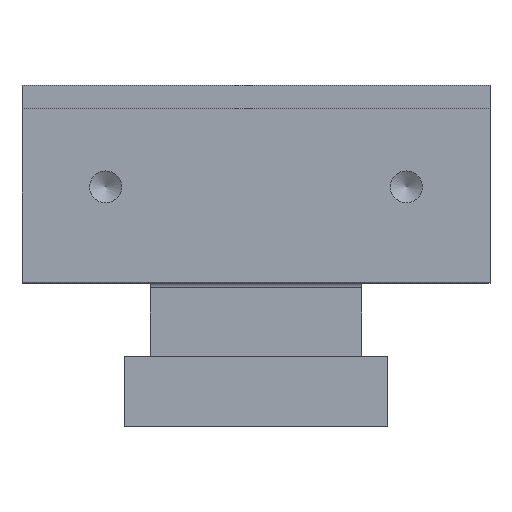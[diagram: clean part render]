
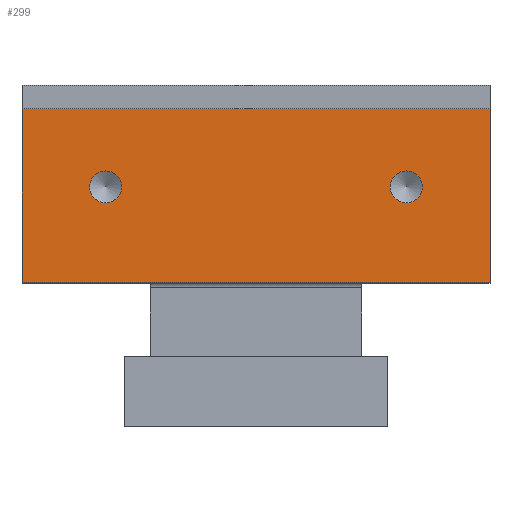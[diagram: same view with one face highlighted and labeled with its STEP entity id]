
A CAD part, front view. The second image highlights one B-rep face of the part: STEP entity #299.
In plain terms, the highlighted planar face has unit normal (0, -1, 0).
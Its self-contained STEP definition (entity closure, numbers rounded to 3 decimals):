
#299 = ADVANCED_FACE( '', ( #650, #651, #652 ), #653, .T. );
#650 = FACE_BOUND( '', #1111, .T. );
#651 = FACE_BOUND( '', #1112, .T. );
#652 = FACE_OUTER_BOUND( '', #1113, .T. );
#653 = PLANE( '', #1114 );
#1111 = EDGE_LOOP( '', ( #1681 ) );
#1112 = EDGE_LOOP( '', ( #1682 ) );
#1113 = EDGE_LOOP( '', ( #1683, #1684, #1685, #1686 ) );
#1114 = AXIS2_PLACEMENT_3D( '', #1687, #1688, #1689 );
#1681 = ORIENTED_EDGE( '', *, *, #2297, .T. );
#1682 = ORIENTED_EDGE( '', *, *, #2260, .T. );
#1683 = ORIENTED_EDGE( '', *, *, #2331, .T. );
#1684 = ORIENTED_EDGE( '', *, *, #2240, .T. );
#1685 = ORIENTED_EDGE( '', *, *, #2332, .F. );
#1686 = ORIENTED_EDGE( '', *, *, #2208, .F. );
#1687 = CARTESIAN_POINT( '', ( 49.8, -1., 14.5 ) );
#1688 = DIRECTION( '', ( 0., -1., 0. ) );
#1689 = DIRECTION( '', ( 0., 0., -1. ) );
#2208 = EDGE_CURVE( '', #2496, #2498, #2499, .T. );
#2240 = EDGE_CURVE( '', #2554, #2551, #2555, .T. );
#2260 = EDGE_CURVE( '', #2585, #2585, #2586, .T. );
#2297 = EDGE_CURVE( '', #2642, #2642, #2643, .T. );
#2331 = EDGE_CURVE( '', #2496, #2554, #2690, .T. );
#2332 = EDGE_CURVE( '', #2498, #2551, #2691, .T. );
#2496 = VERTEX_POINT( '', #2911 );
#2498 = VERTEX_POINT( '', #2913 );
#2499 = LINE( '', #2914, #2915 );
#2551 = VERTEX_POINT( '', #2982 );
#2554 = VERTEX_POINT( '', #2986 );
#2555 = LINE( '', #2987, #2988 );
#2585 = VERTEX_POINT( '', #3025 );
#2586 = CIRCLE( '', #3026, 3.4 );
#2642 = VERTEX_POINT( '', #3090 );
#2643 = CIRCLE( '', #3091, 3.4 );
#2690 = LINE( '', #3140, #3141 );
#2691 = LINE( '', #3142, #3143 );
#2911 = CARTESIAN_POINT( '', ( 49.8, -1., 15.75 ) );
#2913 = CARTESIAN_POINT( '', ( -49.8, -1., 15.75 ) );
#2914 = CARTESIAN_POINT( '', ( 49.8, -1., 15.75 ) );
#2915 = VECTOR( '', #3394, 1000. );
#2982 = CARTESIAN_POINT( '', ( -49.8, -1., 52.6 ) );
#2986 = CARTESIAN_POINT( '', ( 49.8, -1., 52.6 ) );
#2987 = CARTESIAN_POINT( '', ( 49.8, -1., 52.6 ) );
#2988 = VECTOR( '', #3435, 1000. );
#3025 = CARTESIAN_POINT( '', ( -32., -1., 32.6 ) );
#3026 = AXIS2_PLACEMENT_3D( '', #3461, #3462, #3463 );
#3090 = CARTESIAN_POINT( '', ( 32., -1., 32.6 ) );
#3091 = AXIS2_PLACEMENT_3D( '', #3517, #3518, #3519 );
#3140 = CARTESIAN_POINT( '', ( 49.8, -1., 14.5 ) );
#3141 = VECTOR( '', #3567, 1000. );
#3142 = CARTESIAN_POINT( '', ( -49.8, -1., 14.5 ) );
#3143 = VECTOR( '', #3568, 1000. );
#3394 = DIRECTION( '', ( -1., 0., 0. ) );
#3435 = DIRECTION( '', ( -1., 0., 0. ) );
#3461 = CARTESIAN_POINT( '', ( -32., -1., 36. ) );
#3462 = DIRECTION( '', ( 0., 1., 0. ) );
#3463 = DIRECTION( '', ( 0., 0., -1. ) );
#3517 = CARTESIAN_POINT( '', ( 32., -1., 36. ) );
#3518 = DIRECTION( '', ( 0., 1., 0. ) );
#3519 = DIRECTION( '', ( 0., 0., -1. ) );
#3567 = DIRECTION( '', ( 0., 0., 1. ) );
#3568 = DIRECTION( '', ( 0., 0., 1. ) );
